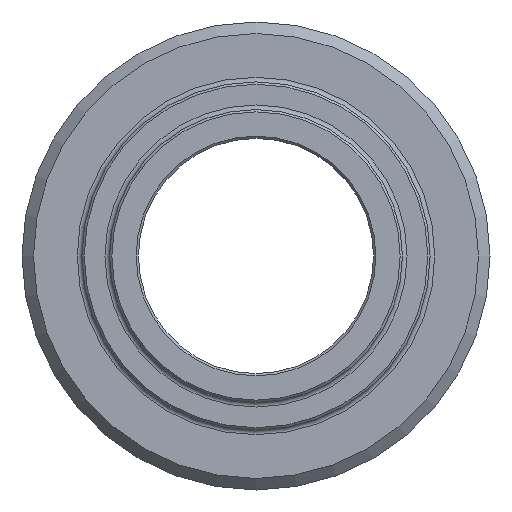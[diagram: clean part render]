
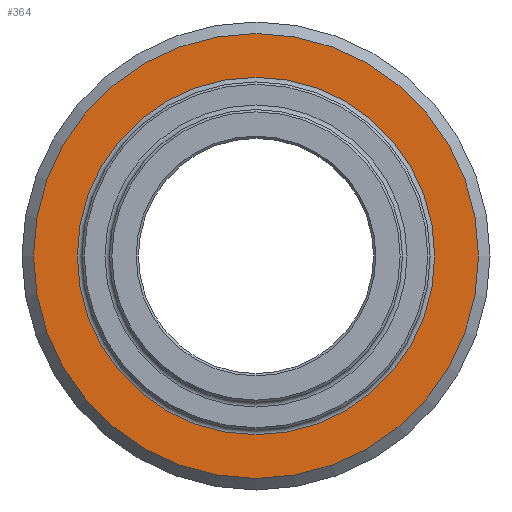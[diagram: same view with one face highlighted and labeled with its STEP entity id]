
A CAD part, left-side view. The second image highlights one B-rep face of the part: STEP entity #364.
In plain terms, the highlighted planar face has unit normal (-1, 0, 0).
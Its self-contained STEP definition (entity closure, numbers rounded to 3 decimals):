
#28=FACE_BOUND('',#73,.T.);
#33=PLANE('',#426);
#45=FACE_OUTER_BOUND('',#72,.T.);
#72=EDGE_LOOP('',(#278));
#73=EDGE_LOOP('',(#279));
#134=CIRCLE('',#425,7.75);
#135=CIRCLE('',#427,9.65);
#169=VERTEX_POINT('',#644);
#170=VERTEX_POINT('',#648);
#208=EDGE_CURVE('',#169,#169,#134,.T.);
#209=EDGE_CURVE('',#170,#170,#135,.T.);
#278=ORIENTED_EDGE('',*,*,#209,.F.);
#279=ORIENTED_EDGE('',*,*,#208,.T.);
#364=ADVANCED_FACE('',(#45,#28),#33,.T.);
#425=AXIS2_PLACEMENT_3D('',#646,#516,#517);
#426=AXIS2_PLACEMENT_3D('',#647,#518,#519);
#427=AXIS2_PLACEMENT_3D('',#649,#520,#521);
#516=DIRECTION('center_axis',(1.,0.,0.));
#517=DIRECTION('ref_axis',(0.,0.,-1.));
#518=DIRECTION('center_axis',(-1.,0.,0.));
#519=DIRECTION('ref_axis',(0.,0.,1.));
#520=DIRECTION('center_axis',(1.,0.,0.));
#521=DIRECTION('ref_axis',(0.,0.,-1.));
#644=CARTESIAN_POINT('',(11.,0.,7.75));
#646=CARTESIAN_POINT('Origin',(11.,0.,0.));
#647=CARTESIAN_POINT('Origin',(11.,9.65,0.));
#648=CARTESIAN_POINT('',(11.,-9.65,0.));
#649=CARTESIAN_POINT('Origin',(11.,0.,0.));
